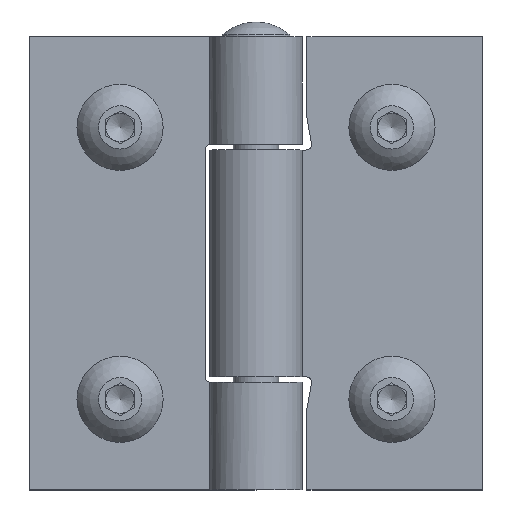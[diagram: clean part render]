
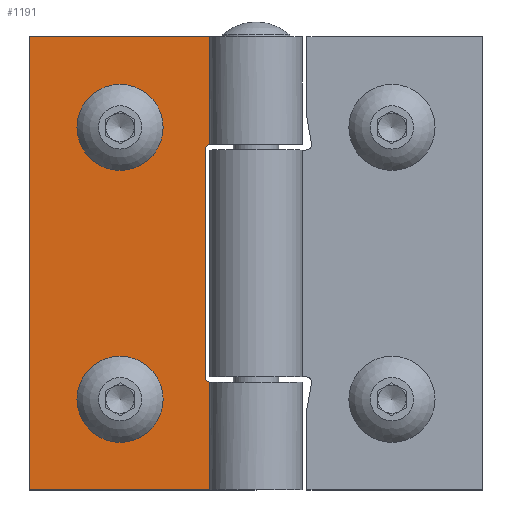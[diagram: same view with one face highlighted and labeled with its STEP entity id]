
A CAD part, top view. The second image highlights one B-rep face of the part: STEP entity #1191.
In plain terms, the highlighted face is planar.
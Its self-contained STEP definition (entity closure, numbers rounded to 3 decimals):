
#108=CIRCLE('',#1341,2.05);
#109=CIRCLE('',#1342,2.05);
#110=CIRCLE('',#1343,0.5);
#111=CIRCLE('',#1344,0.5);
#250=ORIENTED_EDGE('',*,*,#517,.F.);
#251=ORIENTED_EDGE('',*,*,#518,.F.);
#252=ORIENTED_EDGE('',*,*,#519,.F.);
#253=ORIENTED_EDGE('',*,*,#520,.F.);
#254=ORIENTED_EDGE('',*,*,#521,.F.);
#255=ORIENTED_EDGE('',*,*,#522,.F.);
#256=ORIENTED_EDGE('',*,*,#523,.F.);
#257=ORIENTED_EDGE('',*,*,#514,.T.);
#258=ORIENTED_EDGE('',*,*,#524,.T.);
#259=ORIENTED_EDGE('',*,*,#525,.F.);
#260=ORIENTED_EDGE('',*,*,#526,.F.);
#261=ORIENTED_EDGE('',*,*,#512,.T.);
#512=EDGE_CURVE('',#654,#653,#754,.T.);
#514=EDGE_CURVE('',#655,#656,#755,.T.);
#517=EDGE_CURVE('',#657,#657,#108,.T.);
#518=EDGE_CURVE('',#658,#658,#109,.T.);
#519=EDGE_CURVE('',#659,#653,#756,.T.);
#520=EDGE_CURVE('',#660,#659,#110,.F.);
#521=EDGE_CURVE('',#661,#660,#757,.T.);
#522=EDGE_CURVE('',#662,#661,#111,.F.);
#523=EDGE_CURVE('',#655,#662,#758,.T.);
#524=EDGE_CURVE('',#656,#663,#759,.T.);
#525=EDGE_CURVE('',#664,#663,#760,.T.);
#526=EDGE_CURVE('',#654,#664,#761,.T.);
#653=VERTEX_POINT('',#1924);
#654=VERTEX_POINT('',#1926);
#655=VERTEX_POINT('',#1930);
#656=VERTEX_POINT('',#1931);
#657=VERTEX_POINT('',#1936);
#658=VERTEX_POINT('',#1938);
#659=VERTEX_POINT('',#1940);
#660=VERTEX_POINT('',#1942);
#661=VERTEX_POINT('',#1944);
#662=VERTEX_POINT('',#1946);
#663=VERTEX_POINT('',#1949);
#664=VERTEX_POINT('',#1951);
#754=LINE('',#1925,#862);
#755=LINE('',#1929,#863);
#756=LINE('',#1939,#864);
#757=LINE('',#1943,#865);
#758=LINE('',#1947,#866);
#759=LINE('',#1948,#867);
#760=LINE('',#1950,#868);
#761=LINE('',#1952,#869);
#862=VECTOR('',#1568,1000.);
#863=VECTOR('',#1573,1000.);
#864=VECTOR('',#1584,1000.);
#865=VECTOR('',#1587,1000.);
#866=VECTOR('',#1590,1000.);
#867=VECTOR('',#1591,1000.);
#868=VECTOR('',#1592,1000.);
#869=VECTOR('',#1593,1000.);
#971=EDGE_LOOP('',(#250));
#972=EDGE_LOOP('',(#251));
#973=EDGE_LOOP('',(#252,#253,#254,#255,#256,#257,#258,#259,#260,#261));
#1064=FACE_BOUND('',#971,.T.);
#1065=FACE_BOUND('',#972,.T.);
#1066=FACE_BOUND('',#973,.T.);
#1133=PLANE('',#1340);
#1191=ADVANCED_FACE('',(#1064,#1065,#1066),#1133,.F.);
#1340=AXIS2_PLACEMENT_3D('',#1934,#1578,#1579);
#1341=AXIS2_PLACEMENT_3D('',#1935,#1580,#1581);
#1342=AXIS2_PLACEMENT_3D('',#1937,#1582,#1583);
#1343=AXIS2_PLACEMENT_3D('',#1941,#1585,#1586);
#1344=AXIS2_PLACEMENT_3D('',#1945,#1588,#1589);
#1568=DIRECTION('',(0.,0.,-1.));
#1573=DIRECTION('',(0.,0.,-1.));
#1578=DIRECTION('',(0.,-1.,0.));
#1579=DIRECTION('',(0.,0.,-1.));
#1580=DIRECTION('',(0.,1.,0.));
#1581=DIRECTION('',(1.,0.,0.));
#1582=DIRECTION('',(0.,1.,0.));
#1583=DIRECTION('',(1.,0.,0.));
#1584=DIRECTION('',(1.,0.,0.));
#1585=DIRECTION('',(0.,-1.,0.));
#1586=DIRECTION('',(0.,0.,-1.));
#1587=DIRECTION('',(0.,0.,1.));
#1588=DIRECTION('',(0.,-1.,0.));
#1589=DIRECTION('',(0.,0.,-1.));
#1590=DIRECTION('',(-1.,0.,0.));
#1591=DIRECTION('',(-1.,0.,0.));
#1592=DIRECTION('',(0.,0.,-1.));
#1593=DIRECTION('',(-1.,0.,0.));
#1924=CARTESIAN_POINT('',(0.,-2.1,10.5));
#1925=CARTESIAN_POINT('',(0.,-2.1,20.));
#1926=CARTESIAN_POINT('',(0.,-2.1,20.));
#1929=CARTESIAN_POINT('',(0.,-2.1,20.));
#1930=CARTESIAN_POINT('',(0.,-2.1,-10.5));
#1931=CARTESIAN_POINT('',(0.,-2.1,-20.));
#1934=CARTESIAN_POINT('',(0.,-2.1,20.));
#1935=CARTESIAN_POINT('',(-12.,-2.1,12.));
#1936=CARTESIAN_POINT('',(-9.95,-2.1,12.));
#1937=CARTESIAN_POINT('',(-12.,-2.1,-12.));
#1938=CARTESIAN_POINT('',(-9.95,-2.1,-12.));
#1939=CARTESIAN_POINT('',(0.,-2.1,10.5));
#1940=CARTESIAN_POINT('',(-4.,-2.1,10.5));
#1941=CARTESIAN_POINT('',(-4.,-2.1,10.));
#1942=CARTESIAN_POINT('',(-4.5,-2.1,10.));
#1943=CARTESIAN_POINT('',(-4.5,-2.1,20.));
#1944=CARTESIAN_POINT('',(-4.5,-2.1,-10.));
#1945=CARTESIAN_POINT('',(-4.,-2.1,-10.));
#1946=CARTESIAN_POINT('',(-4.,-2.1,-10.5));
#1947=CARTESIAN_POINT('',(0.,-2.1,-10.5));
#1948=CARTESIAN_POINT('',(0.,-2.1,-20.));
#1949=CARTESIAN_POINT('',(-20.,-2.1,-20.));
#1950=CARTESIAN_POINT('',(-20.,-2.1,20.));
#1951=CARTESIAN_POINT('',(-20.,-2.1,20.));
#1952=CARTESIAN_POINT('',(0.,-2.1,20.));
